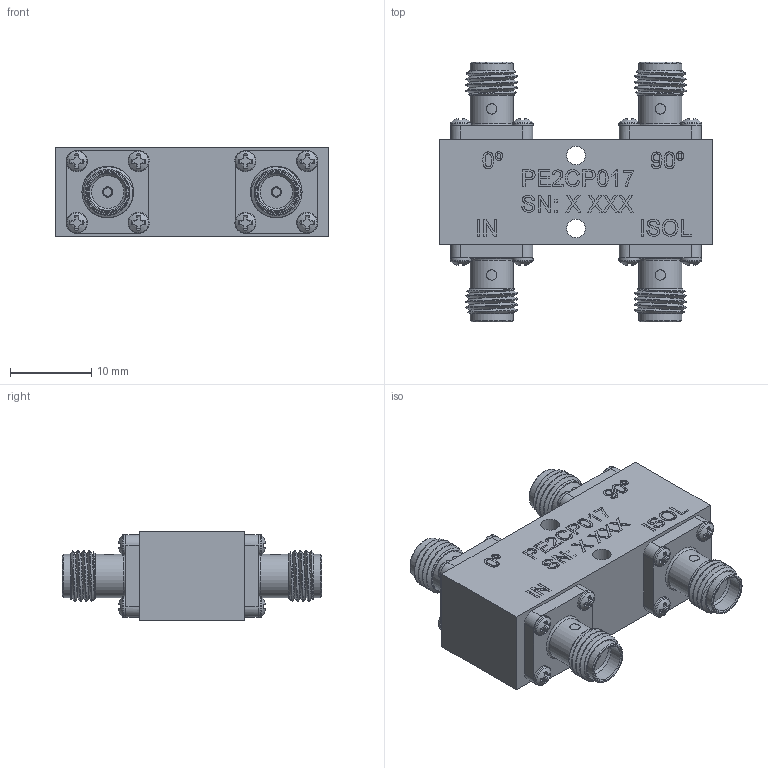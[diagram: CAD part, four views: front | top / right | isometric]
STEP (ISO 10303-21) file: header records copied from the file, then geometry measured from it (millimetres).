
FILE_DESCRIPTION (( 'STEP AP203' ), '1' );
FILE_NAME ('PE2CP017_3D.step', '2022-06-21T17:12:18', ( '' ), ( '' ), 'SwSTEP 2.0', 'SolidWorks 2021', '' );
FILE_SCHEMA (( 'CONFIG_CONTROL_DESIGN' ));
Products named in the file (1): PE2CP017_3D
Bounding box: 33.8 x 32.05 x 11 mm (x, y, z)
Volume: 6003.7 mm3; surface area: 3652.4 mm2
Topology: 1 solids, 21 shells, 916 faces, 2339 edges, 1549 vertices
Faces by surface type: plane 553, bspline 189, cylinder 86, cone 84, torus 4
Full cylindrical faces by diameter (mm): 1.016 x4, 1.092 x16, 1.27 x8, 2.286 x2, 2.591 x16, 4.521 x4, 5.08 x4, 5.334 x8
Entity records: 41781 total; most frequent: CARTESIAN_POINT 22130, ORIENTED_EDGE 4400, DIRECTION 3126, EDGE_CURVE 2200, VERTEX_POINT 1504, EDGE_LOOP 1106, LINE 1102, VECTOR 1102
